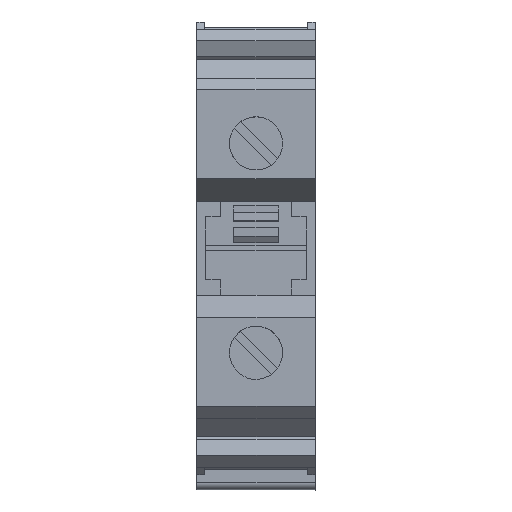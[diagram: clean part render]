
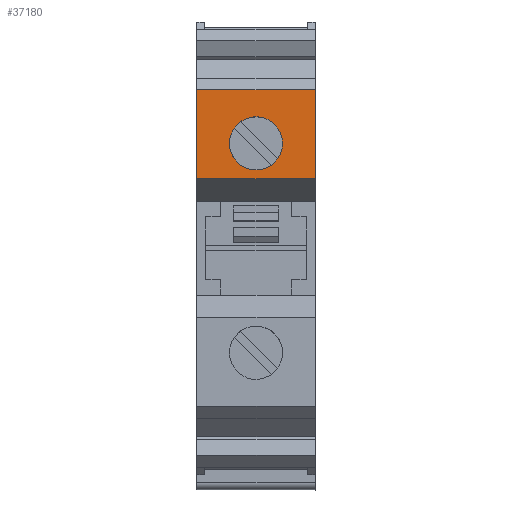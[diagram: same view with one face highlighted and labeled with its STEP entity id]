
A CAD part, top view. The second image highlights one B-rep face of the part: STEP entity #37180.
In plain terms, the highlighted face is planar.
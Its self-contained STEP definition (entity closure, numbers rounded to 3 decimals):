
#3660=CARTESIAN_POINT('',(7.25,58.2,
38.));
#3670=VERTEX_POINT('',#3660);
#3700=CARTESIAN_POINT('',(0.,58.2,
38.));
#3710=DIRECTION('',(-1.,0.,0.));
#3720=VECTOR('',#3710,1.);
#3730=LINE('',#3700,#3720);
#3740=CARTESIAN_POINT('',(19.3,58.2,
38.));
#3750=VERTEX_POINT('',#3740);
#3760=EDGE_CURVE('',#3750,#3670,#3730,.T.);
#8550=CARTESIAN_POINT('',(19.3,58.2,
22.));
#8560=VERTEX_POINT('',#8550);
#8590=CARTESIAN_POINT('',(0.,58.2,
22.));
#8600=DIRECTION('',(-1.,0.,0.));
#8610=VECTOR('',#8600,1.);
#8620=LINE('',#8590,#8610);
#8630=CARTESIAN_POINT('',(7.25,58.2,
22.));
#8640=VERTEX_POINT('',#8630);
#8650=EDGE_CURVE('',#8560,#8640,#8620,.T.);
#36650=CARTESIAN_POINT('',(19.3,58.2,
0.));
#36660=DIRECTION('',(0.,0.,1.));
#36670=VECTOR('',#36660,1.);
#36680=LINE('',#36650,#36670);
#36690=EDGE_CURVE('',#8560,#3750,#36680,.T.);
#36830=CARTESIAN_POINT('',(7.518,58.2,
38.));
#36840=DIRECTION('',(0.,-1.,0.));
#36850=DIRECTION('',(-1.,0.,0.));
#36860=AXIS2_PLACEMENT_3D('',#36830,#36840,#36850);
#36870=PLANE('',#36860);
#36880=CARTESIAN_POINT('',(12.05,58.2,
30.));
#36890=DIRECTION('',(0.,-1.,0.));
#36900=DIRECTION('',(-0.707,0.,-0.707));
#36910=AXIS2_PLACEMENT_3D('',#36880,#36890,#36900);
#36920=CIRCLE('',#36910,3.6);
#36930=CARTESIAN_POINT('',(14.596,58.2,
32.546));
#36940=VERTEX_POINT('',#36930);
#36950=CARTESIAN_POINT('',(9.504,58.2,
27.454));
#36960=VERTEX_POINT('',#36950);
#36970=EDGE_CURVE('',#36940,#36960,#36920,.T.);
#36980=ORIENTED_EDGE('',*,*,#36970,.T.);
#36990=CARTESIAN_POINT('',(15.65,58.2,
30.));
#37000=VERTEX_POINT('',#36990);
#37010=EDGE_CURVE('',#37000,#36940,#36920,.T.);
#37020=ORIENTED_EDGE('',*,*,#37010,.T.);
#37030=EDGE_CURVE('',#36960,#37000,#36920,.T.);
#37040=ORIENTED_EDGE('',*,*,#37030,.T.);
#37050=EDGE_LOOP('',(#37040,#37020,#36980));
#37060=FACE_BOUND('',#37050,.T.);
#37070=ORIENTED_EDGE('',*,*,#3760,.F.);
#37080=CARTESIAN_POINT('',(7.25,58.2,
0.));
#37090=DIRECTION('',(0.,0.,1.));
#37100=VECTOR('',#37090,1.);
#37110=LINE('',#37080,#37100);
#37120=EDGE_CURVE('',#8640,#3670,#37110,.T.);
#37130=ORIENTED_EDGE('',*,*,#37120,.T.);
#37140=ORIENTED_EDGE('',*,*,#8650,.T.);
#37150=ORIENTED_EDGE('',*,*,#36690,.F.);
#37160=EDGE_LOOP('',(#37150,#37140,#37130,#37070));
#37170=FACE_OUTER_BOUND('',#37160,.T.);
#37180=ADVANCED_FACE('',(#37060,#37170),#36870,.F.);
